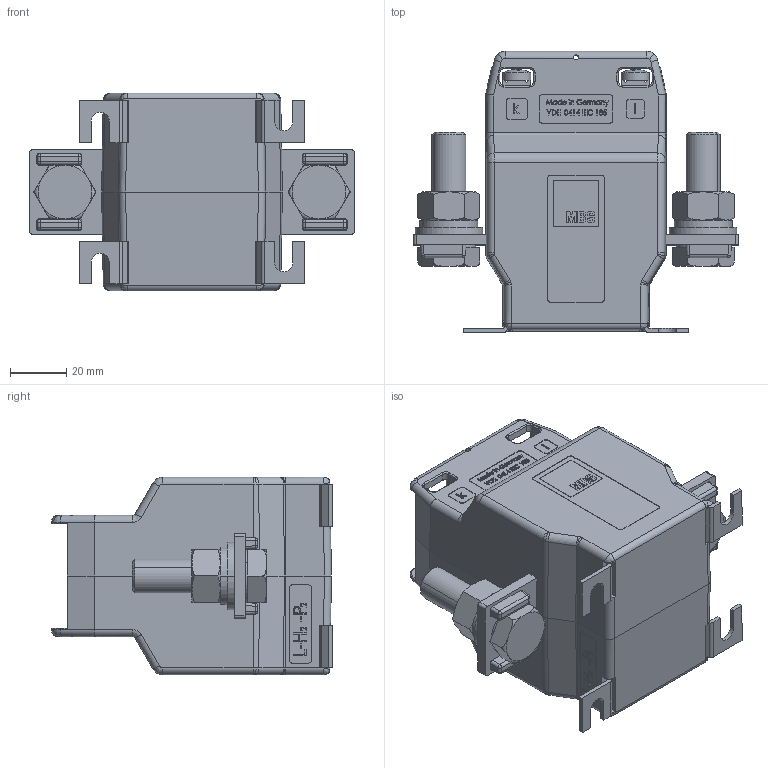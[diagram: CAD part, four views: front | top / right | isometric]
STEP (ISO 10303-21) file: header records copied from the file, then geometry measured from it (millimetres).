
FILE_DESCRIPTION (( 'STEP AP214' ), '1' );
FILE_NAME ('WSK31.5_kpl.STEP', '2011-11-03T13:20:48', ( ' ' ), ( '' ), 'SwSTEP 2.0', 'SolidWorks 2010', '' );
FILE_SCHEMA (( 'AUTOMOTIVE_DESIGN' ));
Length unit declared in the file: millimetre
Products named in the file (10): WSK31.5_kpl; MBS_WN-003_04_Klemme_WN-003_02; WSK31.5_Stromschiene; WSK31_5-Gehaeuse; Sechskantschraube DIN 933 M12x40; Fusswinkel_1,5; Linsenschraube DIN 7985 4.8 VZ M 5 x 10; Sechskantmutter DIN 934 8 M 12; Spannscheibe_DIN128-12; Scheibe DIN 125 ST 13
Assembly tree (21 placements, depth 2):
  WSK31.5_kpl
    WSK31_5-Gehaeuse  x2
    Fusswinkel_1,5  x4
    Spannscheibe_DIN128-12  x2
    Linsenschraube DIN 7985 4.8 VZ M 5 x 10  x4
    Sechskantmutter DIN 934 8 M 12  x2
    Scheibe DIN 125 ST 13  x2
    Sechskantschraube DIN 933 M12x40  x2
    MBS_WN-003_04_Klemme_WN-003_02  x2
    WSK31.5_Stromschiene
Bounding box: 115 x 99.57 x 70 mm (x, y, z)
Volume: 368063.8 mm3; surface area: 76853.2 mm2
Topology: 21 solids, 21 shells, 1876 faces, 4828 edges, 3094 vertices
Faces by surface type: plane 1136, bspline 362, cylinder 262, sphere 40, cone 40, torus 36
Entity records: 37012 total; most frequent: CARTESIAN_POINT 15355, ORIENTED_EDGE 4732, DIRECTION 3742, EDGE_CURVE 2366, VECTOR 1600, LINE 1600, VERTEX_POINT 1524, AXIS2_PLACEMENT_3D 1071
